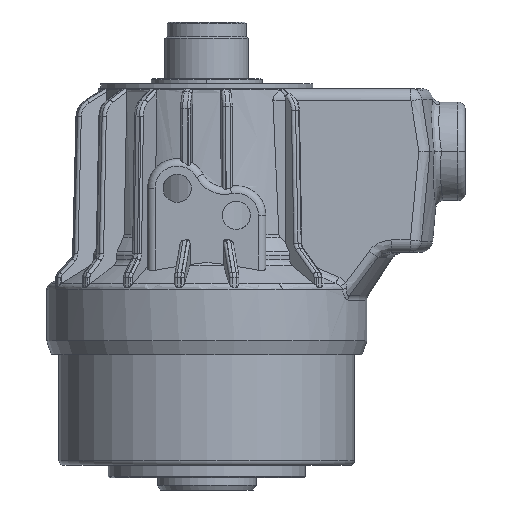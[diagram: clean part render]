
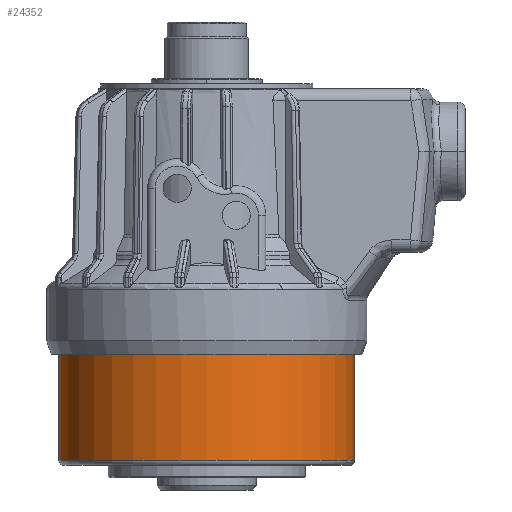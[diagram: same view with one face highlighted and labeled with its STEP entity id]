
A CAD part, left-side view. The second image highlights one B-rep face of the part: STEP entity #24352.
In plain terms, the highlighted cylindrical face has radius 60 mm (diameter 120 mm), a partial arc.
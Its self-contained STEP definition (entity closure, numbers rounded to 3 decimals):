
#452 = CARTESIAN_POINT ( 'NONE',  ( 60., 0., -44.5 ) ) ;
#659 = ORIENTED_EDGE ( 'NONE', *, *, #14359, .T. ) ;
#1359 = EDGE_CURVE ( 'NONE', #8097, #20850, #6450, .T. ) ;
#1709 = VECTOR ( 'NONE', #16059, 1000. ) ;
#2938 = CIRCLE ( 'NONE', #15917, 60. ) ;
#3011 = VECTOR ( 'NONE', #6127, 1000. ) ;
#3402 = CARTESIAN_POINT ( 'NONE',  ( 0., 0., -0.2 ) ) ;
#3857 = ORIENTED_EDGE ( 'NONE', *, *, #12405, .T. ) ;
#4484 = CARTESIAN_POINT ( 'NONE',  ( -60., 0., -0.2 ) ) ;
#5441 = DIRECTION ( 'NONE',  ( 1., 0., 0. ) ) ;
#5782 = CIRCLE ( 'NONE', #25440, 60. ) ;
#6127 = DIRECTION ( 'NONE',  ( 0., 0., 1. ) ) ;
#6450 = LINE ( 'NONE', #16584, #1709 ) ;
#6542 = VERTEX_POINT ( 'NONE', #9282 ) ;
#8097 = VERTEX_POINT ( 'NONE', #452 ) ;
#8268 = LINE ( 'NONE', #9986, #3011 ) ;
#9282 = CARTESIAN_POINT ( 'NONE',  ( -60., 0., -44.5 ) ) ;
#9824 = CARTESIAN_POINT ( 'NONE',  ( 0., 0., -44.5 ) ) ;
#9986 = CARTESIAN_POINT ( 'NONE',  ( -60., 0., 0. ) ) ;
#10061 = CARTESIAN_POINT ( 'NONE',  ( 60., 0., -0.2 ) ) ;
#11796 = DIRECTION ( 'NONE',  ( 1., 0., 0. ) ) ;
#12405 = EDGE_CURVE ( 'NONE', #6542, #13526, #8268, .T. ) ;
#12979 = ORIENTED_EDGE ( 'NONE', *, *, #14234, .F. ) ;
#13030 = ORIENTED_EDGE ( 'NONE', *, *, #1359, .F. ) ;
#13162 = CARTESIAN_POINT ( 'NONE',  ( 0., 0., 0. ) ) ;
#13526 = VERTEX_POINT ( 'NONE', #4484 ) ;
#14234 = EDGE_CURVE ( 'NONE', #20850, #13526, #2938, .T. ) ;
#14359 = EDGE_CURVE ( 'NONE', #8097, #6542, #5782, .T. ) ;
#15181 = DIRECTION ( 'NONE',  ( 0., 0., 1. ) ) ;
#15917 = AXIS2_PLACEMENT_3D ( 'NONE', #3402, #17260, #5441 ) ;
#16059 = DIRECTION ( 'NONE',  ( 0., 0., 1. ) ) ;
#16584 = CARTESIAN_POINT ( 'NONE',  ( 60., 0., 0. ) ) ;
#17260 = DIRECTION ( 'NONE',  ( 0., 0., 1. ) ) ;
#20850 = VERTEX_POINT ( 'NONE', #10061 ) ;
#21417 = AXIS2_PLACEMENT_3D ( 'NONE', #13162, #15181, #23069 ) ;
#22701 = EDGE_LOOP ( 'NONE', ( #659, #3857, #12979, #13030 ) ) ;
#23069 = DIRECTION ( 'NONE',  ( 1., 0., 0. ) ) ;
#23258 = CYLINDRICAL_SURFACE ( 'NONE', #21417, 60. ) ;
#23833 = DIRECTION ( 'NONE',  ( 0., 0., 1. ) ) ;
#24352 = ADVANCED_FACE ( 'NONE', ( #24579 ), #23258, .T. ) ;
#24579 = FACE_OUTER_BOUND ( 'NONE', #22701, .T. ) ;
#25440 = AXIS2_PLACEMENT_3D ( 'NONE', #9824, #23833, #11796 ) ;
